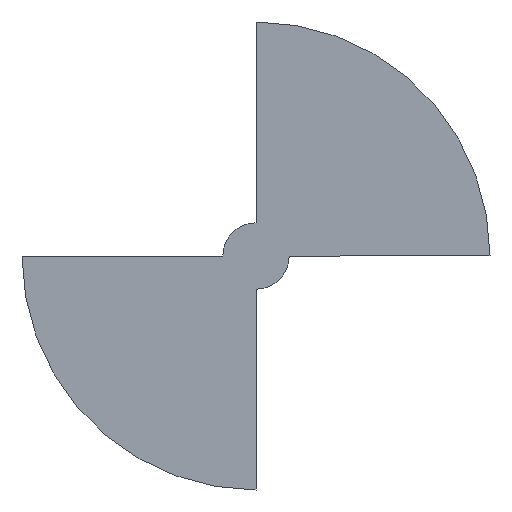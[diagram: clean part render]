
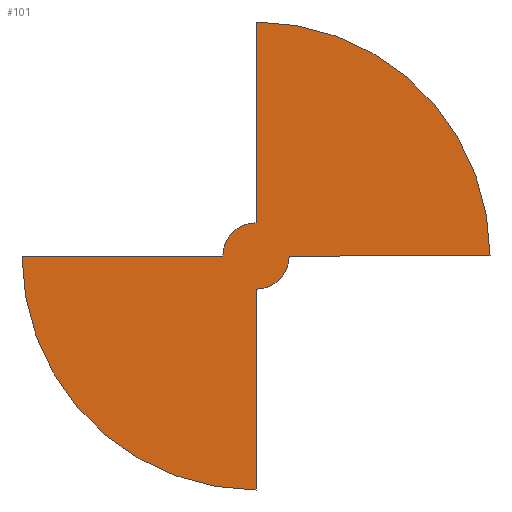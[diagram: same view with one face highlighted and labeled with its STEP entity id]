
A CAD part, left-side view. The second image highlights one B-rep face of the part: STEP entity #101.
In plain terms, the highlighted planar face has unit normal (-1, 0, 0).
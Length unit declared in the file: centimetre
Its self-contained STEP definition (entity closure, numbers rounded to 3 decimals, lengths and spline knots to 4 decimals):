
#18 = VERTEX_POINT ( 'NONE', #267 ) ;
#20 = DIRECTION ( 'NONE',  ( 1., 0., 0. ) ) ;
#25 = DIRECTION ( 'NONE',  ( 0., 0., 1. ) ) ;
#33 = CARTESIAN_POINT ( 'NONE',  ( 0., 0., -0.2 ) ) ;
#35 = CIRCLE ( 'NONE', #313, 0.0284 ) ;
#41 = LINE ( 'NONE', #236, #404 ) ;
#57 = ORIENTED_EDGE ( 'NONE', *, *, #61, .F. ) ;
#61 = EDGE_CURVE ( 'NONE', #204, #217, #213, .T. ) ;
#64 = CARTESIAN_POINT ( 'NONE',  ( 0., 0.2, 0. ) ) ;
#67 = CARTESIAN_POINT ( 'NONE',  ( 0., 0., 0.2 ) ) ;
#68 = ORIENTED_EDGE ( 'NONE', *, *, #295, .F. ) ;
#70 = EDGE_CURVE ( 'NONE', #214, #479, #412, .T. ) ;
#78 = EDGE_CURVE ( 'NONE', #479, #476, #41, .T. ) ;
#93 = ORIENTED_EDGE ( 'NONE', *, *, #472, .F. ) ;
#101 = ADVANCED_FACE ( 'NONE', ( #306 ), #240, .F. ) ;
#103 = LINE ( 'NONE', #227, #338 ) ;
#108 = CARTESIAN_POINT ( 'NONE',  ( 0., 0.0284, 0. ) ) ;
#110 = AXIS2_PLACEMENT_3D ( 'NONE', #157, #152, #345 ) ;
#128 = CARTESIAN_POINT ( 'NONE',  ( 0., -0.0284, 0. ) ) ;
#140 = CARTESIAN_POINT ( 'NONE',  ( 0., 0., 0.2 ) ) ;
#144 = LINE ( 'NONE', #67, #366 ) ;
#152 = DIRECTION ( 'NONE',  ( 1., 0., 0. ) ) ;
#157 = CARTESIAN_POINT ( 'NONE',  ( 0., 0., 0. ) ) ;
#163 = DIRECTION ( 'NONE',  ( 1., 0., 0. ) ) ;
#197 = DIRECTION ( 'NONE',  ( 1., 0., 0. ) ) ;
#201 = CARTESIAN_POINT ( 'NONE',  ( 0., 0., 0. ) ) ;
#203 = CARTESIAN_POINT ( 'NONE',  ( 0., -0.2, 0. ) ) ;
#204 = VERTEX_POINT ( 'NONE', #140 ) ;
#210 = ORIENTED_EDGE ( 'NONE', *, *, #357, .F. ) ;
#213 = CIRCLE ( 'NONE', #110, 0.2 ) ;
#214 = VERTEX_POINT ( 'NONE', #128 ) ;
#217 = VERTEX_POINT ( 'NONE', #203 ) ;
#225 = DIRECTION ( 'NONE',  ( 0., 0., -1. ) ) ;
#227 = CARTESIAN_POINT ( 'NONE',  ( 0., -0.0284, 0. ) ) ;
#235 = CARTESIAN_POINT ( 'NONE',  ( 0., 0., 0. ) ) ;
#236 = CARTESIAN_POINT ( 'NONE',  ( 0., 0., -0.0284 ) ) ;
#240 = PLANE ( 'NONE',  #427 ) ;
#244 = DIRECTION ( 'NONE',  ( 1., 0., 0. ) ) ;
#254 = ORIENTED_EDGE ( 'NONE', *, *, #70, .F. ) ;
#256 = AXIS2_PLACEMENT_3D ( 'NONE', #235, #197, #305 ) ;
#267 = CARTESIAN_POINT ( 'NONE',  ( 0., 0., 0.0284 ) ) ;
#274 = AXIS2_PLACEMENT_3D ( 'NONE', #416, #244, #342 ) ;
#288 = CARTESIAN_POINT ( 'NONE',  ( 0., 0.2, 0. ) ) ;
#289 = ORIENTED_EDGE ( 'NONE', *, *, #307, .F. ) ;
#295 = EDGE_CURVE ( 'NONE', #476, #376, #394, .T. ) ;
#302 = ORIENTED_EDGE ( 'NONE', *, *, #422, .F. ) ;
#305 = DIRECTION ( 'NONE',  ( 0., 0., -1. ) ) ;
#306 = FACE_OUTER_BOUND ( 'NONE', #424, .T. ) ;
#307 = EDGE_CURVE ( 'NONE', #458, #18, #35, .T. ) ;
#313 = AXIS2_PLACEMENT_3D ( 'NONE', #480, #20, #225 ) ;
#327 = DIRECTION ( 'NONE',  ( 0., -1., 0. ) ) ;
#338 = VECTOR ( 'NONE', #403, 100. ) ;
#339 = CARTESIAN_POINT ( 'NONE',  ( 0., 0., -0.0284 ) ) ;
#342 = DIRECTION ( 'NONE',  ( 0., 0., -1. ) ) ;
#345 = DIRECTION ( 'NONE',  ( 0., 0., -1. ) ) ;
#357 = EDGE_CURVE ( 'NONE', #376, #458, #371, .T. ) ;
#366 = VECTOR ( 'NONE', #25, 100. ) ;
#371 = LINE ( 'NONE', #288, #483 ) ;
#376 = VERTEX_POINT ( 'NONE', #64 ) ;
#394 = CIRCLE ( 'NONE', #256, 0.2 ) ;
#399 = ORIENTED_EDGE ( 'NONE', *, *, #78, .F. ) ;
#403 = DIRECTION ( 'NONE',  ( 0., 1., 0. ) ) ;
#404 = VECTOR ( 'NONE', #457, 100. ) ;
#412 = CIRCLE ( 'NONE', #274, 0.0284 ) ;
#416 = CARTESIAN_POINT ( 'NONE',  ( 0., 0., 0. ) ) ;
#422 = EDGE_CURVE ( 'NONE', #18, #204, #144, .T. ) ;
#424 = EDGE_LOOP ( 'NONE', ( #254, #93, #57, #302, #289, #210, #68, #399 ) ) ;
#427 = AXIS2_PLACEMENT_3D ( 'NONE', #201, #163, #464 ) ;
#457 = DIRECTION ( 'NONE',  ( 0., 0., -1. ) ) ;
#458 = VERTEX_POINT ( 'NONE', #108 ) ;
#464 = DIRECTION ( 'NONE',  ( 0., 0., -1. ) ) ;
#472 = EDGE_CURVE ( 'NONE', #217, #214, #103, .T. ) ;
#476 = VERTEX_POINT ( 'NONE', #33 ) ;
#479 = VERTEX_POINT ( 'NONE', #339 ) ;
#480 = CARTESIAN_POINT ( 'NONE',  ( 0., 0., 0. ) ) ;
#483 = VECTOR ( 'NONE', #327, 100. ) ;
